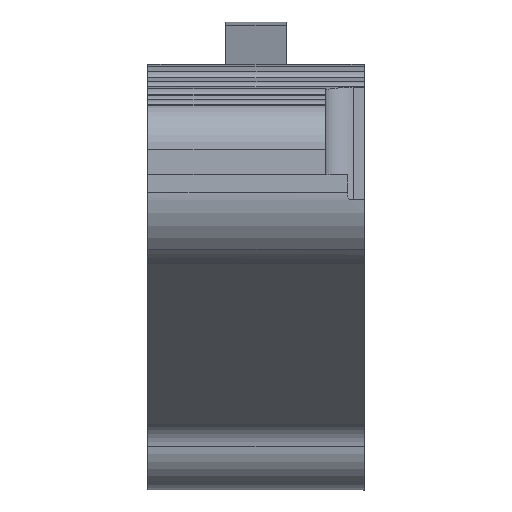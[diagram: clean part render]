
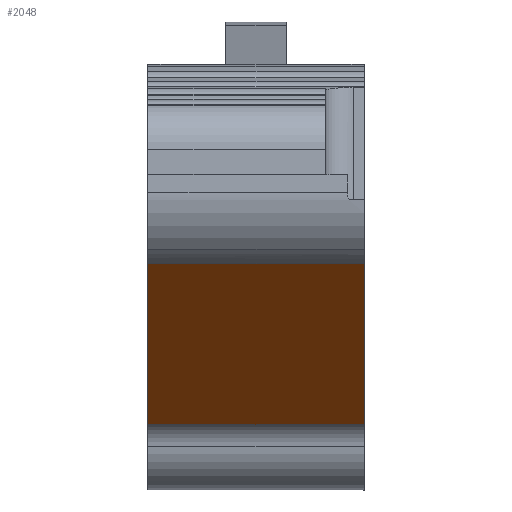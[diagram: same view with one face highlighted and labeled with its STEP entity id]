
A CAD part, top view. The second image highlights one B-rep face of the part: STEP entity #2048.
In plain terms, the highlighted planar face has unit normal (0, -0.854, 0.521).
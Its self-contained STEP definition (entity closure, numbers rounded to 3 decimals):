
#2040=AXIS2_PLACEMENT_3D('Plane Axis2P3D',#2037,#2038,#2039) ;
#637=CARTESIAN_POINT('Vertex',(0.,1.176,21.387)) ;
#640=CARTESIAN_POINT('Line Origine',(0.,2.626,23.763)) ;
#644=CARTESIAN_POINT('Vertex',(0.,4.076,26.139)) ;
#863=CARTESIAN_POINT('Line Origine',(2.61,4.076,26.139)) ;
#867=CARTESIAN_POINT('Vertex',(3.9,4.076,26.139)) ;
#958=CARTESIAN_POINT('Line Origine',(3.9,2.626,23.763)) ;
#962=CARTESIAN_POINT('Vertex',(3.9,1.176,21.387)) ;
#2024=CARTESIAN_POINT('Line Origine',(1.34,1.176,21.387)) ;
#2037=CARTESIAN_POINT('Axis2P3D Location',(0.,1.131,21.313)) ;
#641=DIRECTION('Vector Direction',(0.,-0.521,-0.854)) ;
#864=DIRECTION('Vector Direction',(-1.,0.,0.)) ;
#959=DIRECTION('Vector Direction',(0.,-0.521,-0.854)) ;
#2025=DIRECTION('Vector Direction',(1.,0.,0.)) ;
#2038=DIRECTION('Axis2P3D Direction',(0.,0.854,-0.521)) ;
#2039=DIRECTION('Axis2P3D XDirection',(-1.,0.,0.)) ;
#642=VECTOR('Line Direction',#641,1.) ;
#865=VECTOR('Line Direction',#864,1.) ;
#960=VECTOR('Line Direction',#959,1.) ;
#2026=VECTOR('Line Direction',#2025,1.) ;
#2043=ORIENTED_EDGE('',*,*,#2028,.F.) ;
#2044=ORIENTED_EDGE('',*,*,#964,.F.) ;
#2045=ORIENTED_EDGE('',*,*,#869,.F.) ;
#2046=ORIENTED_EDGE('',*,*,#646,.T.) ;
#2048=ADVANCED_FACE('Koerper.2',(#2047),#2041,.F.) ;
#646=EDGE_CURVE('',#645,#638,#643,.T.) ;
#869=EDGE_CURVE('',#645,#868,#866,.F.) ;
#964=EDGE_CURVE('',#868,#963,#961,.T.) ;
#2028=EDGE_CURVE('',#963,#638,#2027,.F.) ;
#2042=EDGE_LOOP('',(#2043,#2044,#2045,#2046)) ;
#2047=FACE_OUTER_BOUND('',#2042,.T.) ;
#643=LINE('Line',#640,#642) ;
#866=LINE('Line',#863,#865) ;
#961=LINE('Line',#958,#960) ;
#2027=LINE('Line',#2024,#2026) ;
#2041=PLANE('',#2040) ;
#638=VERTEX_POINT('',#637) ;
#645=VERTEX_POINT('',#644) ;
#868=VERTEX_POINT('',#867) ;
#963=VERTEX_POINT('',#962) ;
